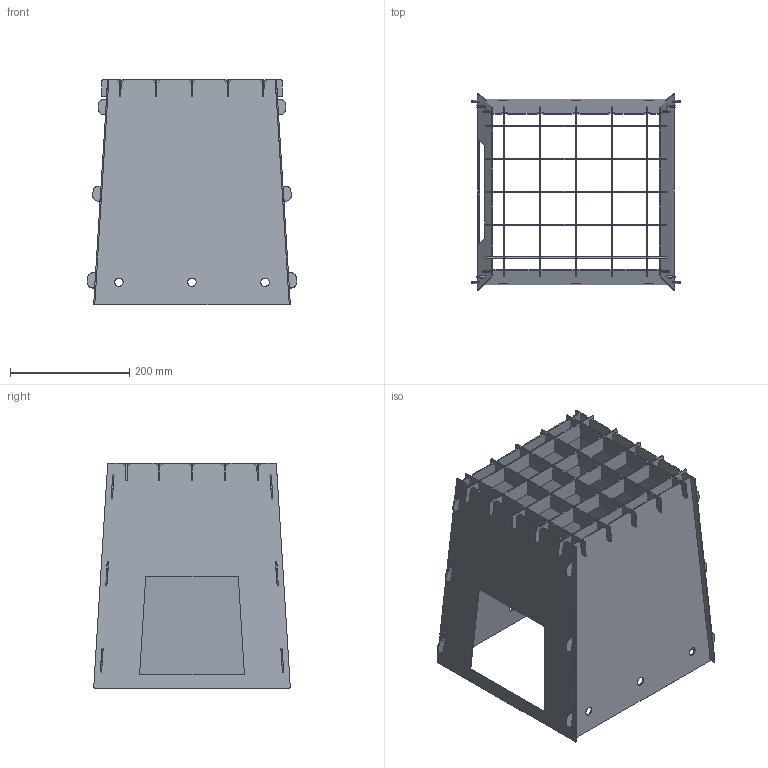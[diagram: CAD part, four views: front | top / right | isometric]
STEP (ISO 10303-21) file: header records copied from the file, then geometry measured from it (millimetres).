
FILE_DESCRIPTION(('FreeCAD Model'),'2;1');
FILE_NAME('Open CASCADE Shape Model','2025-05-01T08:24:43',('FreeCAD'),( 'FreeCAD'),'Open CASCADE STEP processor 7.6','FreeCAD','Unknown');
FILE_SCHEMA(('AUTOMOTIVE_DESIGN { 1 0 10303 214 1 1 1 1 }'));
Products named in the file (1): Open CASCADE STEP translator 7.6 1
Bounding box: 351.31 x 329.89 x 378.36 mm (x, y, z)
Volume: 2467829.2 mm3; surface area: 2681563.1 mm2
Topology: 26 solids, 26 shells, 1651 faces, 4797 edges, 3198 vertices
Faces by surface type: bspline 1651
Entity records: 50989 total; most frequent: CARTESIAN_POINT 22269, ORIENTED_EDGE 9594, EDGE_CURVE 4797, B_SPLINE_CURVE_WITH_KNOTS 4443, VERTEX_POINT 3198, FACE_BOUND 1759, EDGE_LOOP 1759, ADVANCED_FACE 1651
